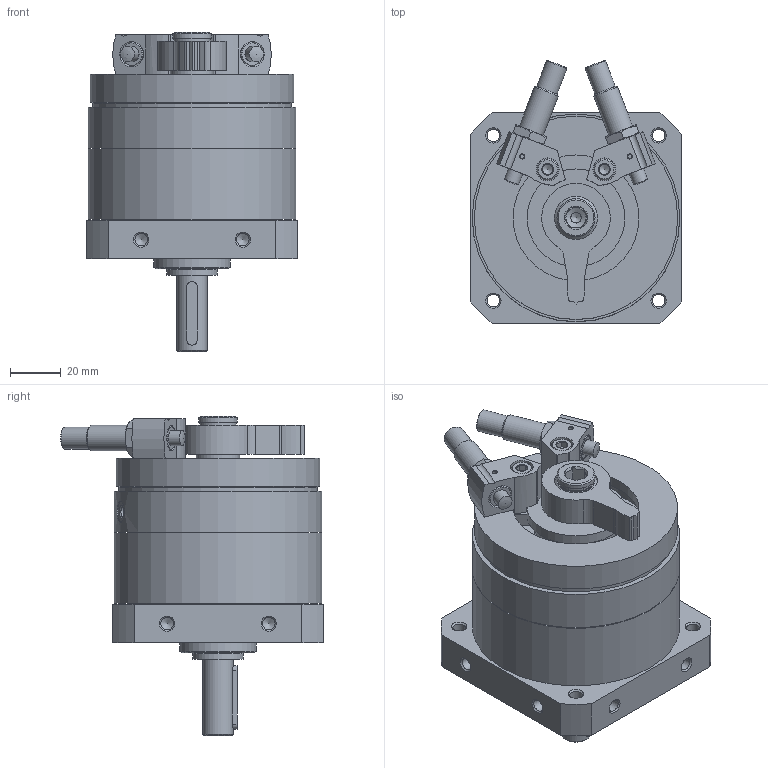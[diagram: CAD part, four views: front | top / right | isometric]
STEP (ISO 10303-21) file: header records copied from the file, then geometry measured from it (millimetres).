
FILE_DESCRIPTION(/* description */ ('STEP AP214'),/* implementation_level */ '2;1');
FILE_NAME(/* name */ '1145100_DSM-T-25-270-CC-A-B',/* time_stamp */ '2024-08-21T19:24:38+02:00',/* author */ ('License CC BY-ND 4.0'),/* organization */ ('CADENAS'),/* preprocessor_version */ 'ST-DEVELOPER v19.3',/* originating_system */ 'PARTsolutions',/* authorisation */ ' ');
FILE_SCHEMA (('AUTOMOTIVE_DESIGN {1 0 10303 214 3 1 1}'));
Length unit declared in the file: millimetre
Products named in the file (9): 1145100 DSM-T-25-270-CC-A-B--(0); 547580 DSM-25-270-CC-A-B_G---(T); 702864 DSM-25-BR---(HZ); 548012 DYSC-7-5-Y1F---(SD_0); 256913 DSM-25_NS; DIN-912 - M5x20(F); 396998 YSRW M10X1-3.5-13; 702863 DSM-25-BL---(HZ); 547580 DSM-25-270-CC-A-B_K---(T)
Assembly tree (12 placements, depth 2):
  1145100 DSM-T-25-270-CC-A-B--(0)
    547580 DSM-25-270-CC-A-B_G---(T)
    702864 DSM-25-BR---(HZ)
    548012 DYSC-7-5-Y1F---(SD_0)  x2
    256913 DSM-25_NS  x2
    DIN-912 - M5x20(F)  x2
    396998 YSRW M10X1-3.5-13  x2
    702863 DSM-25-BL---(HZ)
    547580 DSM-25-270-CC-A-B_K---(T)
Bounding box: 83 x 103.44 x 125.5 mm (x, y, z)
Volume: 390307.4 mm3; surface area: 81767.6 mm2
Topology: 12 solids, 14 shells, 358 faces, 807 edges, 505 vertices
Faces by surface type: plane 156, cylinder 115, cone 84, sphere 2, torus 1
Full cylindrical faces by diameter (mm): 1.567 x2, 3 x2, 3.242 x1, 4.134 x5, 4.3 x1, 4.917 x10, 5 x2, 5.5 x2, 6 x4, 8.3 x2, 8.5 x2, 8.6 x2, 8.917 x4, 9 x2, 10 x2, 12 x1, 14.3 x1, 15 x2, 17 x3, 20 x1, 30 x1, 32 x1, 38.5 x1, 49.5 x1, 58 x1, 64.4 x2, 78 x1, 80 x1, 81.65 x2
Entity records: 7598 total; most frequent: CARTESIAN_POINT 1351, DIRECTION 1331, ORIENTED_EDGE 1010, AXIS2_PLACEMENT_3D 561, EDGE_CURVE 505, FACE_BOUND 460, EDGE_LOOP 449, VERTEX_POINT 391
